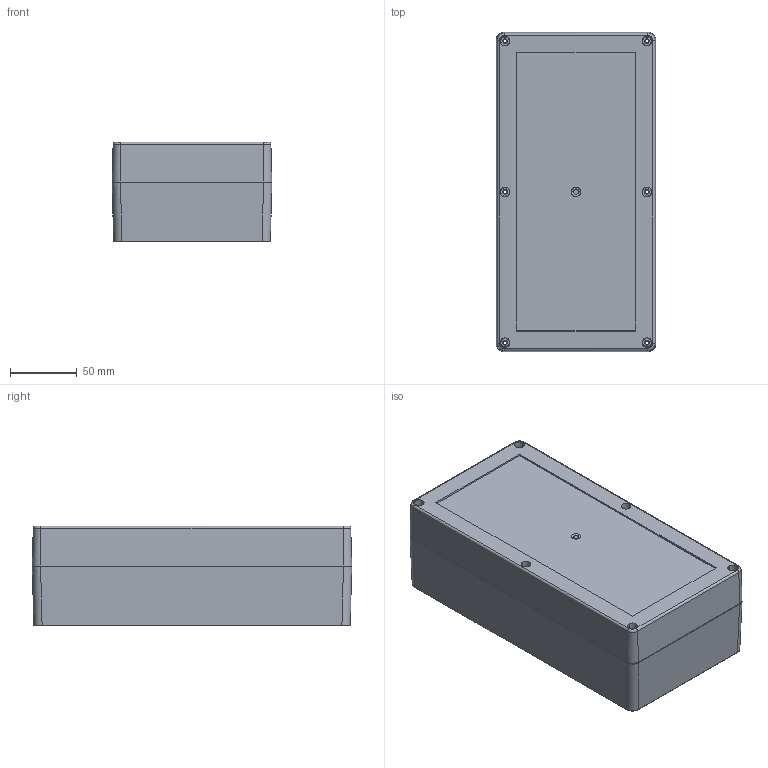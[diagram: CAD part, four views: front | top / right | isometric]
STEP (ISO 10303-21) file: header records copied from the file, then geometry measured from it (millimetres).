
FILE_DESCRIPTION (( 'STEP AP203' ), '1' );
FILE_NAME ('ZP240.120.75_t.STEP', '2023-08-22T07:41:43', ( '' ), ( '' ), 'SwSTEP 2.0', 'SolidWorks 2015', '' );
FILE_SCHEMA (( 'CONFIG_CONTROL_DESIGN' ));
Length unit declared in the file: millimetre
Products named in the file (6): Sleeve; Gasket; Gasket_1; ZP240.120.75_t; ZPB240.120.45; ZPC240.120.30
Assembly tree (10 placements, depth 2):
  ZP240.120.75_t
    ZPB240.120.45
    ZPC240.120.30
    Sleeve  x6
    Gasket
    Gasket_1
Bounding box: 120.11 x 240.23 x 75.07 mm (x, y, z)
Volume: 381684.1 mm3; surface area: 260404.7 mm2
Topology: 10 solids, 10 shells, 2755 faces, 6346 edges, 3748 vertices
Faces by surface type: plane 1511, bspline 497, cone 473, cylinder 274
Entity records: 65910 total; most frequent: CARTESIAN_POINT 31082, ORIENTED_EDGE 7892, DIRECTION 5657, EDGE_CURVE 3946, VERTEX_POINT 2498, AXIS2_PLACEMENT_3D 1886, VECTOR 1885, LINE 1885
